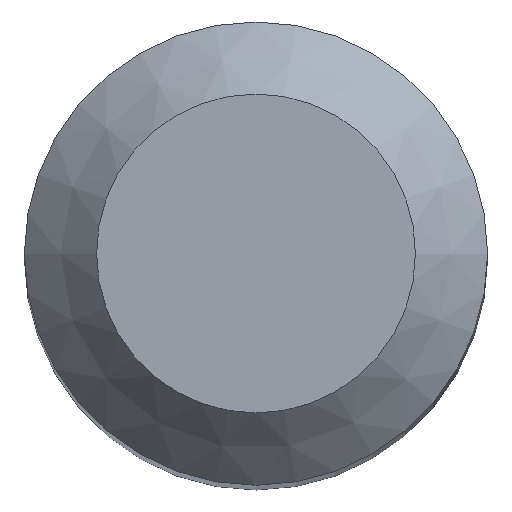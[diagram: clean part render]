
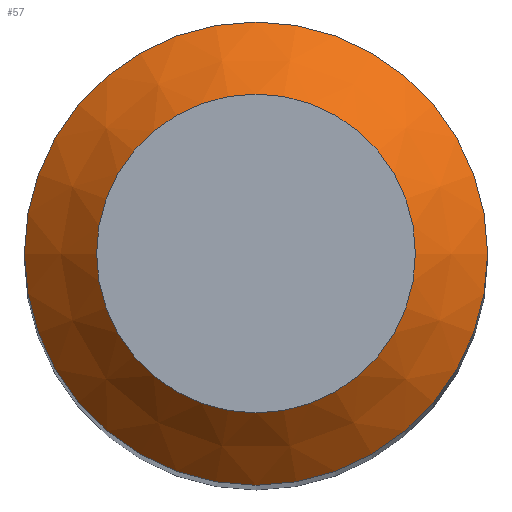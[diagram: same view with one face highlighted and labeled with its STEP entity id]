
A CAD part, top view. The second image highlights one B-rep face of the part: STEP entity #57.
In plain terms, the highlighted conical face has half-angle 45 degrees and reference radius 3 mm.
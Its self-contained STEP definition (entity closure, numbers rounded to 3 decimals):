
#43=CONICAL_SURFACE('',#191,3.,45.);
#57=ADVANCED_FACE('',(#72,#73),#43,.T.);
#72=FACE_BOUND('',#87,.T.);
#73=FACE_BOUND('',#88,.T.);
#87=EDGE_LOOP('',(#103));
#88=EDGE_LOOP('',(#104));
#103=ORIENTED_EDGE('',*,*,#125,.T.);
#104=ORIENTED_EDGE('',*,*,#126,.F.);
#116=VERTEX_POINT('',#275);
#117=VERTEX_POINT('',#278);
#125=EDGE_CURVE('',#116,#116,#133,.T.);
#126=EDGE_CURVE('',#117,#117,#134,.T.);
#133=CIRCLE('',#188,2.065);
#134=CIRCLE('',#190,3.);
#188=AXIS2_PLACEMENT_3D('',#274,#221,#222);
#190=AXIS2_PLACEMENT_3D('',#277,#225,#226);
#191=AXIS2_PLACEMENT_3D('',#279,#227,#228);
#221=DIRECTION('',(0.,0.,-1.));
#222=DIRECTION('',(-1.,0.,0.));
#225=DIRECTION('',(0.,0.,-1.));
#226=DIRECTION('',(-1.,0.,0.));
#227=DIRECTION('',(0.,0.,-1.));
#228=DIRECTION('',(-1.,0.,0.));
#274=CARTESIAN_POINT('',(0.,0.,0.));
#275=CARTESIAN_POINT('',(-2.065,0.,0.));
#277=CARTESIAN_POINT('',(0.,0.,-0.935));
#278=CARTESIAN_POINT('',(-3.,0.,-0.935));
#279=CARTESIAN_POINT('',(0.,0.,-0.935));
